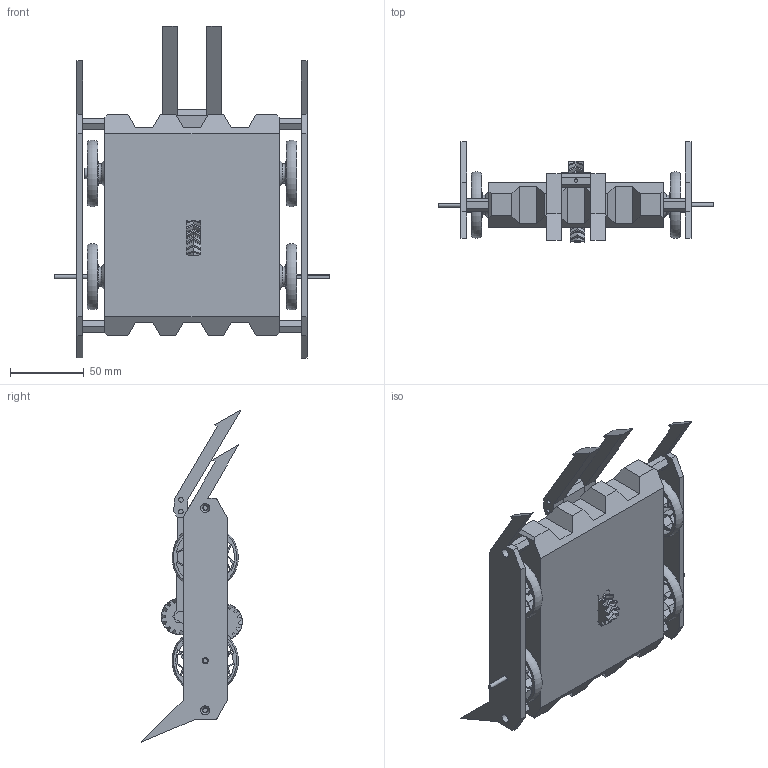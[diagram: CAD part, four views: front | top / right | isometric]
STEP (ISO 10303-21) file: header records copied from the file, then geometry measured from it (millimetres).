
FILE_DESCRIPTION(/* description */ (''),/* implementation_level */ '2;1');
FILE_NAME(/* name */ 'SirHexAlotV2.iam.step',/* time_stamp */ '2024-02-27T11:32:39-06:00',/* author */ ('smz3rm'),/* organization */ (''),/* preprocessor_version */ 'ST-DEVELOPER v18',/* originating_system */ 'Autodesk Inventor 2020',/* authorisation */ '');
FILE_SCHEMA (('AUTOMOTIVE_DESIGN { 1 0 10303 214 3 1 1 }'));
Length unit declared in the file: millimetre
Products named in the file (20): SirHexAlotV2; HexBodyV2; DriveMotorV2; SwitchHolder; Switch; BatteryV1; PulleyedWheelV1; PulleyedBearingWheelV1; WheelBearings; HexFlipperSpike; HexWheelGuardLeft; HexWheelGuardRight; FS2A; Servo; HexFlipperV2; Spur Gears; Spur Gear1; Spur Gear2; ServoHornRound; HexServoCoverV2
Assembly tree (26 placements, depth 3):
  SirHexAlotV2
    HexBodyV2
    PulleyedWheelV1  x2
    DriveMotorV2  x2
    SwitchHolder
    Switch
    BatteryV1
    PulleyedBearingWheelV1  x2
    WheelBearings  x4
    HexFlipperSpike  x2
    HexWheelGuardLeft
    HexWheelGuardRight
    FS2A
    Servo
    HexFlipperV2
    Spur Gears
      Spur Gear1
      Spur Gear2
    ServoHornRound
    HexServoCoverV2
Bounding box: 186 x 68.14 x 224.87 mm (x, y, z)
Volume: 342839.7 mm3; surface area: 172704.5 mm2
Topology: 32 solids, 32 shells, 1361 faces, 3723 edges, 2500 vertices
Faces by surface type: plane 788, bspline 278, cylinder 257, torus 24, cone 14
Full cylindrical faces by diameter (mm): 1.1 x4, 1.651 x4, 2 x2, 2.184 x8, 2.3 x4, 2.4 x1, 2.5 x4, 2.66 x4, 3 x14, 3.1 x11, 3.2 x2, 3.75 x13, 4 x16, 4.2 x4, 4.7 x2, 5.5 x1, 5.92 x2, 6 x10, 6.1 x4, 7 x4, 7.15 x4, 8.915 x2, 9 x1, 15.5 x2, 16 x4, 16.08 x2, 16.5 x2, 18 x8, 20 x1
Entity records: 39130 total; most frequent: CARTESIAN_POINT 12844, ORIENTED_EDGE 5728, DIRECTION 4295, EDGE_CURVE 2864, VERTEX_POINT 1915, LINE 1523, VECTOR 1523, AXIS2_PLACEMENT_3D 1386
